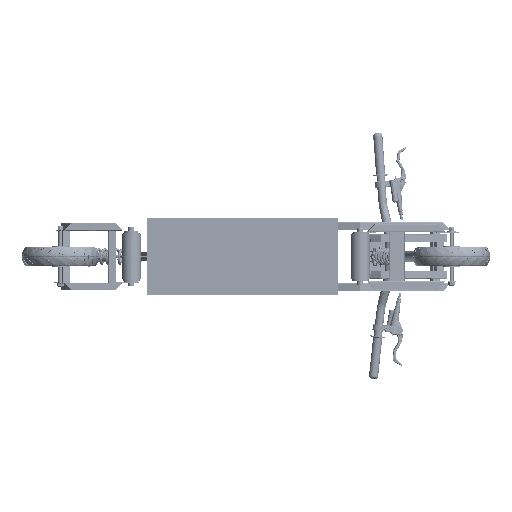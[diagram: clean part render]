
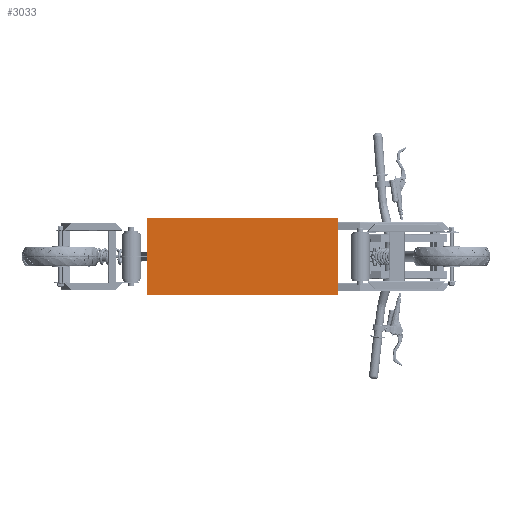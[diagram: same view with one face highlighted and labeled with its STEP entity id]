
A CAD part, front view. The second image highlights one B-rep face of the part: STEP entity #3033.
In plain terms, the highlighted free-form (B-spline) face has degree [1, 1] with [2, 2] control points.
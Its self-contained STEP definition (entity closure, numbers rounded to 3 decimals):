
#2935 = VERTEX_POINT('',#2936);
#2936 = CARTESIAN_POINT('',(-214.829,-55.923,
    472.842));
#2941 = EDGE_CURVE('',#2942,#2935,#2944,.T.);
#2942 = VERTEX_POINT('',#2943);
#2943 = CARTESIAN_POINT('',(300.509,-55.923,
    472.842));
#2944 = B_SPLINE_CURVE_WITH_KNOTS('',1,(#2945,#2946),.UNSPECIFIED.,.F.,
  .F.,(2,2),(-500.,-0.),.PIECEWISE_BEZIER_KNOTS.);
#2945 = CARTESIAN_POINT('',(300.509,-55.923,
    472.842));
#2946 = CARTESIAN_POINT('',(-214.829,-55.923,
    472.842));
#2969 = VERTEX_POINT('',#2970);
#2970 = CARTESIAN_POINT('',(-214.829,-55.923,
    266.707));
#2975 = EDGE_CURVE('',#2935,#2969,#2976,.T.);
#2976 = B_SPLINE_CURVE_WITH_KNOTS('',1,(#2977,#2978),.UNSPECIFIED.,.F.,
  .F.,(2,2),(0.,200.),.PIECEWISE_BEZIER_KNOTS.);
#2977 = CARTESIAN_POINT('',(-214.829,-55.923,
    472.842));
#2978 = CARTESIAN_POINT('',(-214.829,-55.923,
    266.707));
#2997 = VERTEX_POINT('',#2998);
#2998 = CARTESIAN_POINT('',(300.509,-55.923,
    266.707));
#3003 = EDGE_CURVE('',#2969,#2997,#3004,.T.);
#3004 = B_SPLINE_CURVE_WITH_KNOTS('',1,(#3005,#3006),.UNSPECIFIED.,.F.,
  .F.,(2,2),(0.,500.),.PIECEWISE_BEZIER_KNOTS.);
#3005 = CARTESIAN_POINT('',(-214.829,-55.923,
    266.707));
#3006 = CARTESIAN_POINT('',(300.509,-55.923,
    266.707));
#3023 = EDGE_CURVE('',#2997,#2942,#3024,.T.);
#3024 = B_SPLINE_CURVE_WITH_KNOTS('',1,(#3025,#3026),.UNSPECIFIED.,.F.,
  .F.,(2,2),(-200.,-0.),.PIECEWISE_BEZIER_KNOTS.);
#3025 = CARTESIAN_POINT('',(300.509,-55.923,
    266.707));
#3026 = CARTESIAN_POINT('',(300.509,-55.923,
    472.842));
#3033 = ADVANCED_FACE('',(#3034),#3040,.F.);
#3034 = FACE_BOUND('',#3035,.T.);
#3035 = EDGE_LOOP('',(#3036,#3037,#3038,#3039));
#3036 = ORIENTED_EDGE('',*,*,#2941,.T.);
#3037 = ORIENTED_EDGE('',*,*,#2975,.T.);
#3038 = ORIENTED_EDGE('',*,*,#3003,.T.);
#3039 = ORIENTED_EDGE('',*,*,#3023,.T.);
#3040 = B_SPLINE_SURFACE_WITH_KNOTS('',1,1,(
    (#3041,#3042)
    ,(#3043,#3044
    )),.UNSPECIFIED.,.F.,.F.,.F.,(2,2),(2,2),(-200.,0.),(0.,500.),
  .PIECEWISE_BEZIER_KNOTS.);
#3041 = CARTESIAN_POINT('',(-214.829,-55.923,
    266.707));
#3042 = CARTESIAN_POINT('',(300.509,-55.923,
    266.707));
#3043 = CARTESIAN_POINT('',(-214.829,-55.923,
    472.842));
#3044 = CARTESIAN_POINT('',(300.509,-55.923,
    472.842));
